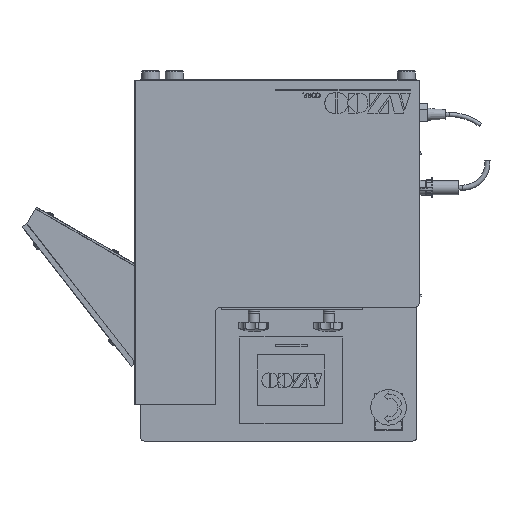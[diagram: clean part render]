
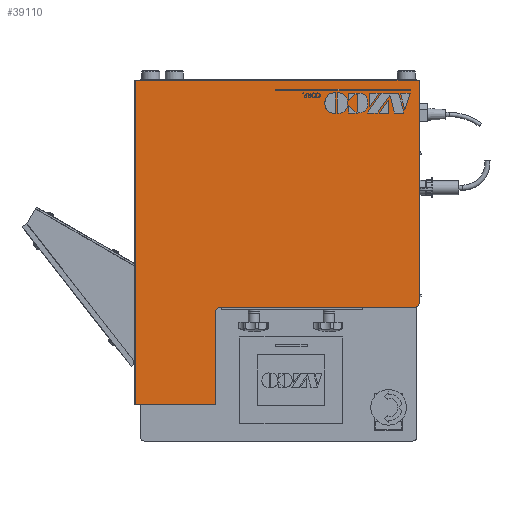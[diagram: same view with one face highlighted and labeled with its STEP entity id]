
A CAD part, left-side view. The second image highlights one B-rep face of the part: STEP entity #39110.
In plain terms, the highlighted planar face has unit normal (-1, 0, 0).
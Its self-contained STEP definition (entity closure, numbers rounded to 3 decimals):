
#2132=LINE('',#57557,#6943);
#2133=LINE('',#57559,#6944);
#2134=LINE('',#57561,#6945);
#2135=LINE('',#57563,#6946);
#2136=LINE('',#57565,#6947);
#2137=LINE('',#57568,#6948);
#6943=VECTOR('',#46452,10.);
#6944=VECTOR('',#46453,10.);
#6945=VECTOR('',#46454,10.);
#6946=VECTOR('',#46455,10.);
#6947=VECTOR('',#46456,10.);
#6948=VECTOR('',#46459,10.);
#11765=FACE_OUTER_BOUND('',#13451,.T.);
#13451=EDGE_LOOP('',(#30272,#30273,#30274,#30275,#30276,#30277,#30278,#30279));
#15271=CIRCLE('',#41496,4.);
#15272=CIRCLE('',#41497,6.);
#17249=VERTEX_POINT('',#57553);
#17250=VERTEX_POINT('',#57554);
#17251=VERTEX_POINT('',#57556);
#17252=VERTEX_POINT('',#57558);
#17253=VERTEX_POINT('',#57560);
#17254=VERTEX_POINT('',#57562);
#17255=VERTEX_POINT('',#57564);
#17256=VERTEX_POINT('',#57566);
#22737=EDGE_CURVE('',#17249,#17250,#15271,.T.);
#22738=EDGE_CURVE('',#17249,#17251,#2132,.T.);
#22739=EDGE_CURVE('',#17251,#17252,#2133,.T.);
#22740=EDGE_CURVE('',#17252,#17253,#2134,.T.);
#22741=EDGE_CURVE('',#17253,#17254,#2135,.T.);
#22742=EDGE_CURVE('',#17254,#17255,#2136,.T.);
#22743=EDGE_CURVE('',#17256,#17255,#15272,.T.);
#22744=EDGE_CURVE('',#17256,#17250,#2137,.T.);
#30272=ORIENTED_EDGE('',*,*,#22737,.F.);
#30273=ORIENTED_EDGE('',*,*,#22738,.T.);
#30274=ORIENTED_EDGE('',*,*,#22739,.T.);
#30275=ORIENTED_EDGE('',*,*,#22740,.T.);
#30276=ORIENTED_EDGE('',*,*,#22741,.T.);
#30277=ORIENTED_EDGE('',*,*,#22742,.T.);
#30278=ORIENTED_EDGE('',*,*,#22743,.F.);
#30279=ORIENTED_EDGE('',*,*,#22744,.T.);
#36418=PLANE('',#41495);
#39110=ADVANCED_FACE('',(#11765),#36418,.T.);
#41495=AXIS2_PLACEMENT_3D('',#57552,#46448,#46449);
#41496=AXIS2_PLACEMENT_3D('',#57555,#46450,#46451);
#41497=AXIS2_PLACEMENT_3D('',#57567,#46457,#46458);
#46448=DIRECTION('center_axis',(-1.,0.,0.));
#46449=DIRECTION('ref_axis',(0.,1.,0.));
#46450=DIRECTION('center_axis',(1.,0.,0.));
#46451=DIRECTION('ref_axis',(0.,-0.707,-0.707));
#46452=DIRECTION('',(0.,0.,1.));
#46453=DIRECTION('',(0.,1.,0.));
#46454=DIRECTION('',(0.,0.,-1.));
#46455=DIRECTION('',(0.,-1.,0.));
#46456=DIRECTION('',(0.,0.,1.));
#46457=DIRECTION('center_axis',(-1.,0.,0.));
#46458=DIRECTION('ref_axis',(0.,0.707,0.707));
#46459=DIRECTION('',(0.,-1.,0.));
#57552=CARTESIAN_POINT('Origin',(-156.55,1.5,-173.625));
#57553=CARTESIAN_POINT('',(-156.55,-150.,-238.7));
#57554=CARTESIAN_POINT('',(-156.55,-146.,-242.7));
#57555=CARTESIAN_POINT('Origin',(-156.55,-146.,-238.7));
#57556=CARTESIAN_POINT('',(-156.55,-150.,-0.2));
#57557=CARTESIAN_POINT('',(-156.55,-150.,-242.7));
#57558=CARTESIAN_POINT('',(-156.55,153.,-0.2));
#57559=CARTESIAN_POINT('',(-156.55,-150.,-0.2));
#57560=CARTESIAN_POINT('',(-156.55,153.,-347.05));
#57561=CARTESIAN_POINT('',(-156.55,153.,-0.2));
#57562=CARTESIAN_POINT('',(-156.55,67.5,-347.05));
#57563=CARTESIAN_POINT('',(-156.55,153.,-347.05));
#57564=CARTESIAN_POINT('',(-156.55,67.5,-248.7));
#57565=CARTESIAN_POINT('',(-156.55,67.5,-347.05));
#57566=CARTESIAN_POINT('',(-156.55,61.5,-242.7));
#57567=CARTESIAN_POINT('Origin',(-156.55,61.5,-248.7));
#57568=CARTESIAN_POINT('',(-156.55,67.5,-242.7));
